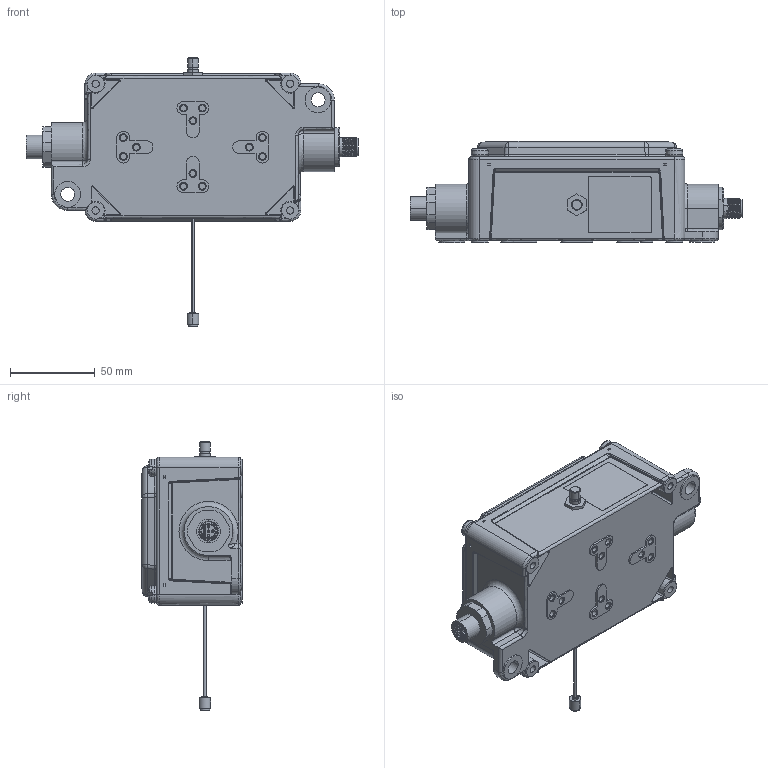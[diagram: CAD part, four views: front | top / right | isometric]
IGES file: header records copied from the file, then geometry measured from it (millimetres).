
Start section:  PTC IGES file: 150135.igs
Global section: file name: 150135.igs; native system: Pro/ENGINEER by Parametric Technology Corporation; preprocessor: 2009141; author: banengservice; organization: Unknown; date: 20100105.105150; units: inch
Bounding box: 196.34 x 59.72 x 158.75 mm (x, y, z)
Volume: 183938 mm3; surface area: 128799.1 mm2
Topology: 1 solids, 9 shells, 1455 faces, 3519 edges, 2174 vertices
Faces by surface type: revolution 904, bspline 551
